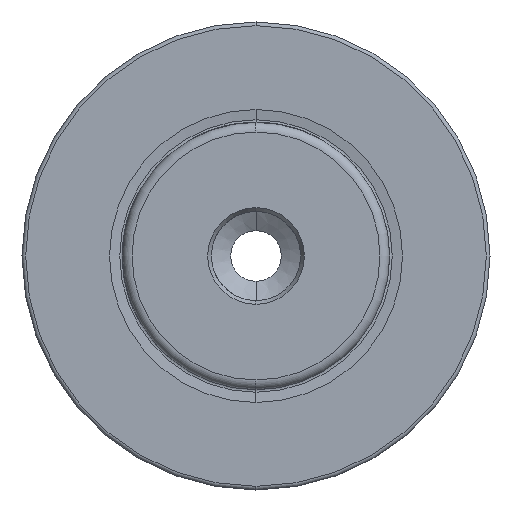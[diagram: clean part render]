
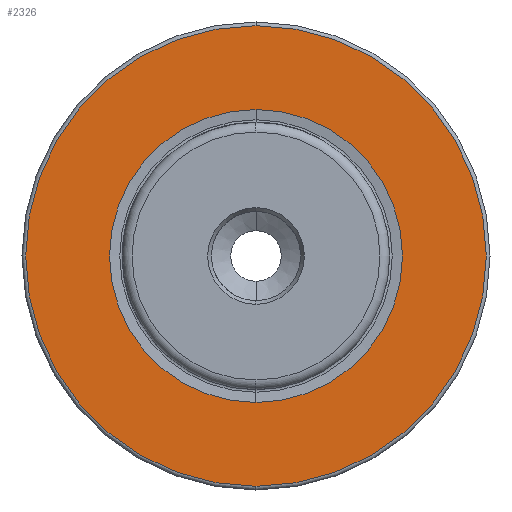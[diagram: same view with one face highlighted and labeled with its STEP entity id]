
A CAD part, left-side view. The second image highlights one B-rep face of the part: STEP entity #2326.
In plain terms, the highlighted planar face has unit normal (-1, 0, 0).
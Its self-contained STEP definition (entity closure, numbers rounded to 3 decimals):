
#32 = AXIS2_PLACEMENT_3D ( 'NONE', #2226, #2225, #2220 ) ;
#58 = CIRCLE ( 'NONE', #2601, 31. ) ;
#72 = AXIS2_PLACEMENT_3D ( 'NONE', #2425, #2419, #2412 ) ;
#83 = CARTESIAN_POINT ( 'NONE',  ( 0., 0., 31. ) ) ;
#535 = DIRECTION ( 'NONE',  ( 0., 0., 1. ) ) ;
#537 = VERTEX_POINT ( 'NONE', #957 ) ;
#538 = DIRECTION ( 'NONE',  ( -1., 0., 0. ) ) ;
#541 = CARTESIAN_POINT ( 'NONE',  ( 0., 0., 0. ) ) ;
#788 = CIRCLE ( 'NONE', #72, 19.715 ) ;
#957 = CARTESIAN_POINT ( 'NONE',  ( 0., 0., 19.715 ) ) ;
#1041 = CIRCLE ( 'NONE', #32, 31. ) ;
#1225 = ORIENTED_EDGE ( 'NONE', *, *, #1472, .F. ) ;
#1229 = ORIENTED_EDGE ( 'NONE', *, *, #3939, .T. ) ;
#1351 = EDGE_CURVE ( 'NONE', #2640, #4070, #58, .T. ) ;
#1423 = VERTEX_POINT ( 'NONE', #2496 ) ;
#1456 = AXIS2_PLACEMENT_3D ( 'NONE', #3171, #3098, #3047 ) ;
#1472 = EDGE_CURVE ( 'NONE', #1423, #537, #3694, .T. ) ;
#1995 = CARTESIAN_POINT ( 'NONE',  ( 0., 0., -31. ) ) ;
#2129 = FACE_OUTER_BOUND ( 'NONE', #2448, .T. ) ;
#2165 = FACE_BOUND ( 'NONE', #3215, .T. ) ;
#2220 = DIRECTION ( 'NONE',  ( 0., 0., 1. ) ) ;
#2225 = DIRECTION ( 'NONE',  ( -1., 0., 0. ) ) ;
#2226 = CARTESIAN_POINT ( 'NONE',  ( 0., 0., 0. ) ) ;
#2326 = ADVANCED_FACE ( 'NONE', ( #2165, #2129 ), #3325, .F. ) ;
#2355 = AXIS2_PLACEMENT_3D ( 'NONE', #2671, #2703, #3608 ) ;
#2412 = DIRECTION ( 'NONE',  ( 0., 0., 1. ) ) ;
#2419 = DIRECTION ( 'NONE',  ( -1., 0., 0. ) ) ;
#2425 = CARTESIAN_POINT ( 'NONE',  ( 0., 0., 0. ) ) ;
#2448 = EDGE_LOOP ( 'NONE', ( #2723, #1229 ) ) ;
#2496 = CARTESIAN_POINT ( 'NONE',  ( 0., 0., -19.715 ) ) ;
#2601 = AXIS2_PLACEMENT_3D ( 'NONE', #541, #538, #535 ) ;
#2640 = VERTEX_POINT ( 'NONE', #83 ) ;
#2671 = CARTESIAN_POINT ( 'NONE',  ( 0., 0., 0. ) ) ;
#2703 = DIRECTION ( 'NONE',  ( -1., 0., 0. ) ) ;
#2723 = ORIENTED_EDGE ( 'NONE', *, *, #1351, .T. ) ;
#3047 = DIRECTION ( 'NONE',  ( 0., 0., -1. ) ) ;
#3059 = ORIENTED_EDGE ( 'NONE', *, *, #3864, .F. ) ;
#3098 = DIRECTION ( 'NONE',  ( 1., 0., 0. ) ) ;
#3171 = CARTESIAN_POINT ( 'NONE',  ( 0., 19.715, 0. ) ) ;
#3215 = EDGE_LOOP ( 'NONE', ( #3059, #1225 ) ) ;
#3325 = PLANE ( 'NONE',  #1456 ) ;
#3608 = DIRECTION ( 'NONE',  ( 0., 0., 1. ) ) ;
#3694 = CIRCLE ( 'NONE', #2355, 19.715 ) ;
#3864 = EDGE_CURVE ( 'NONE', #537, #1423, #788, .T. ) ;
#3939 = EDGE_CURVE ( 'NONE', #4070, #2640, #1041, .T. ) ;
#4070 = VERTEX_POINT ( 'NONE', #1995 ) ;
